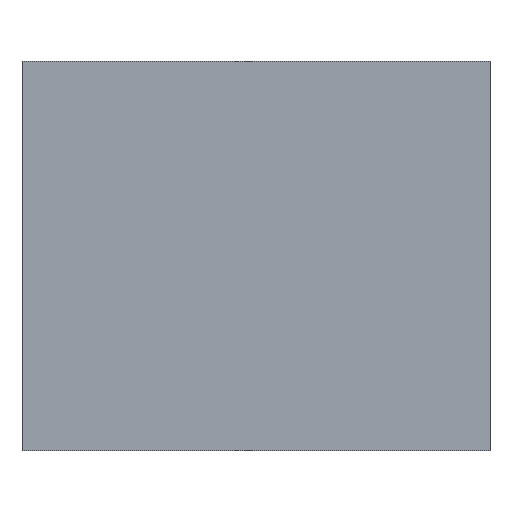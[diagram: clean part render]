
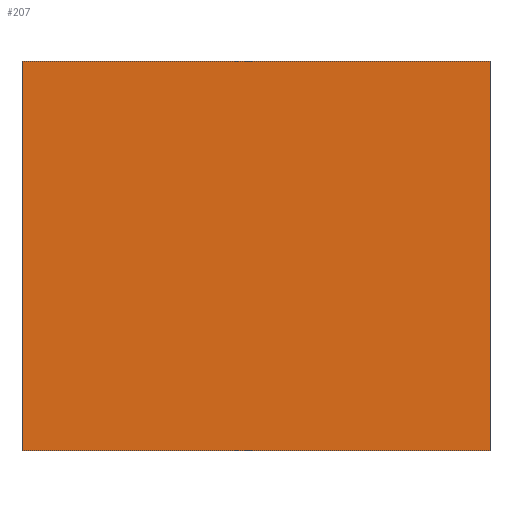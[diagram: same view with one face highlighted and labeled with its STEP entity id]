
A CAD part, front view. The second image highlights one B-rep face of the part: STEP entity #207.
In plain terms, the highlighted planar face has unit normal (0, -1, 0).
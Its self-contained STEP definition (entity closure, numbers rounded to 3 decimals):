
#22=PLANE('',#238);
#33=FACE_OUTER_BOUND('',#45,.T.);
#45=EDGE_LOOP('',(#179,#180,#181,#182));
#57=LINE('',#322,#78);
#60=LINE('',#332,#81);
#65=LINE('',#344,#86);
#68=LINE('',#351,#89);
#78=VECTOR('',#261,10.);
#81=VECTOR('',#272,10.);
#86=VECTOR('',#283,10.);
#89=VECTOR('',#292,10.);
#105=VERTEX_POINT('',#319);
#106=VERTEX_POINT('',#321);
#109=VERTEX_POINT('',#331);
#113=VERTEX_POINT('',#343);
#125=EDGE_CURVE('',#105,#106,#57,.T.);
#130=EDGE_CURVE('',#106,#109,#60,.T.);
#136=EDGE_CURVE('',#113,#105,#65,.T.);
#140=EDGE_CURVE('',#113,#109,#68,.T.);
#179=ORIENTED_EDGE('',*,*,#140,.T.);
#180=ORIENTED_EDGE('',*,*,#130,.F.);
#181=ORIENTED_EDGE('',*,*,#125,.F.);
#182=ORIENTED_EDGE('',*,*,#136,.F.);
#207=ADVANCED_FACE('',(#33),#22,.T.);
#238=AXIS2_PLACEMENT_3D('',#350,#290,#291);
#261=DIRECTION('',(0.,0.,1.));
#272=DIRECTION('',(1.,0.,0.));
#283=DIRECTION('',(-1.,0.,0.));
#290=DIRECTION('center_axis',(0.,-1.,0.));
#291=DIRECTION('ref_axis',(1.,0.,0.));
#292=DIRECTION('',(0.,0.,1.));
#319=CARTESIAN_POINT('',(0.,-5.,-15.));
#321=CARTESIAN_POINT('',(0.,-5.,10.));
#322=CARTESIAN_POINT('',(0.,-5.,0.));
#331=CARTESIAN_POINT('',(30.,-5.,10.));
#332=CARTESIAN_POINT('',(30.,-5.,10.));
#343=CARTESIAN_POINT('',(30.,-5.,-15.));
#344=CARTESIAN_POINT('',(30.,-5.,-15.));
#350=CARTESIAN_POINT('Origin',(0.,-5.,0.));
#351=CARTESIAN_POINT('',(30.,-5.,0.));
